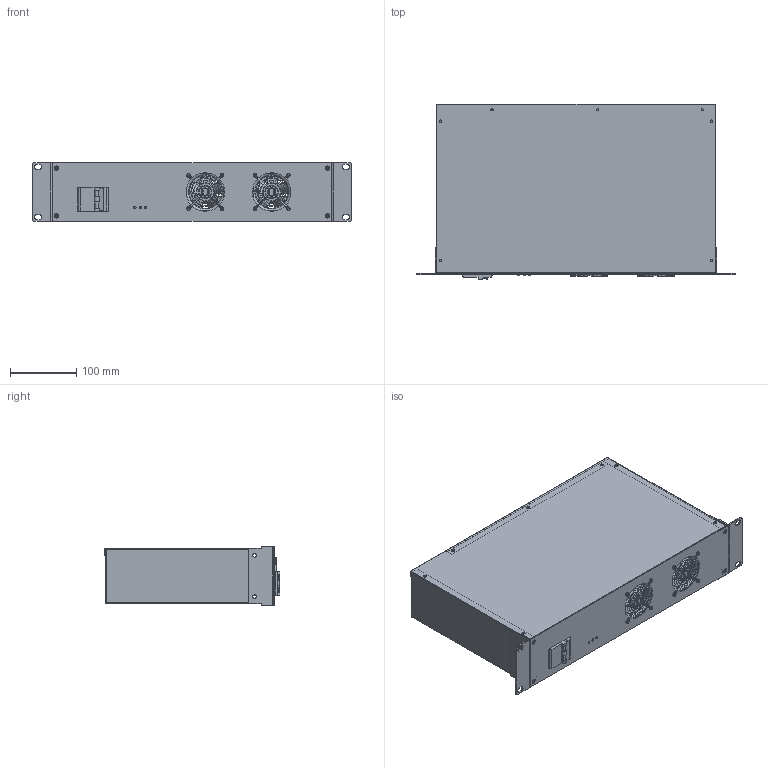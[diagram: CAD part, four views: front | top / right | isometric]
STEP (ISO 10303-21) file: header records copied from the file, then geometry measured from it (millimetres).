
FILE_DESCRIPTION(/* description */ (''),/* implementation_level */ '2;1');
FILE_NAME(/* name */ 'ИПС-2U (общий 3D для stp) v1.6.stp',/* time_stamp */ '2021-01-20T14:35:36+07:00',/* author */ ('SPA'),/* organization */ (''),/* preprocessor_version */ 'ST-DEVELOPER v17',/* originating_system */ 'Autodesk Inventor 2019',/* authorisation */ '');
FILE_SCHEMA (('AUTOMOTIVE_DESIGN { 1 0 10303 214 3 1 1 }'));
Length unit declared in the file: millimetre
Products named in the file (40): ИПС-2U (общий 
3D для stp) v1.6; ИПС-2U (общий 
3D для stp) v1.61; ИПС-2U (общий 
3D для stp) v1.62; ИПС-2U (общий 
3D для stp) v1.63; ИПС-2U (общий 
3D для stp) v1.64; ИПС-2U (общий 
3D для stp) v1.65; ИПС-2U (общий 
3D для stp) v1.66; ИПС-2U (общий 
3D для stp) v1.67; ИПС-2U (общий 
3D для stp) v1.68; ИПС-2U (общий 
3D для stp) v1.69; ИПС-2U (общий 
3D для stp) v1.610; ИПС-2U (общий 
3D для stp) v1.611; ИПС-2U (общий 
3D для stp) v1.612; ИПС-2U (общий 
3D для stp) v1.613; ИПС-2U (общий 
3D для stp) v1.614; ИПС-2U (общий 
3D для stp) v1.615; ИПС-2U (общий 
3D для stp) v1.616; ИПС-2U (общий 
3D для stp) v1.617; ИПС-2U (общий 
3D для stp) v1.618; ИПС-2U (общий 
3D для stp) v1.619; ИПС-2U (общий 
3D для stp) v1.620; ИПС-2U (общий 
3D для stp) v1.621; ИПС-2U (общий 
3D для stp) v1.622; ИПС-2U (общий 
3D для stp) v1.623; ИПС-2U (общий 
3D для stp) v1.624; ИПС-2U (общий 
3D для stp) v1.625; ИПС-2U (общий 
3D для stp) v1.626; ИПС-2U (общий 
3D для stp) v1.627; ИПС-2U (общий 
3D для stp) v1.628; ИПС-2U (общий 
3D для stp) v1.629; ИПС-2U (общий 
3D для stp) v1.630; ИПС-2U (общий 
3D для stp) v1.631; ИПС-2U (общий 
3D для stp) v1.632; ИПС-2U (общий 
3D для stp) v1.633; ИПС-2U (общий 
3D для stp) v1.634; ИПС-2U (общий 
3D для stp) v1.635; ИПС-2U (общий 
3D для stp) v1.636; ИПС-2U (общий 
3D для stp) v1.637; ИПС-2U (общий 
3D для stp) v1.638; ИПС-2U (общий 
3D для stp) v1.639
Assembly tree (39 placements, depth 2):
  ИПС-2U (общий 
3D для stp) v1.6
    ИПС-2U (общий 
3D для stp) v1.61
    ИПС-2U (общий 
3D для stp) v1.62
    ИПС-2U (общий 
3D для stp) v1.63
    ИПС-2U (общий 
3D для stp) v1.64
    ИПС-2U (общий 
3D для stp) v1.65
    ИПС-2U (общий 
3D для stp) v1.66
    ИПС-2U (общий 
3D для stp) v1.67
    ИПС-2U (общий 
3D для stp) v1.68
    ИПС-2U (общий 
3D для stp) v1.69
    ИПС-2U (общий 
3D для stp) v1.610
    ИПС-2U (общий 
3D для stp) v1.611
    ИПС-2U (общий 
3D для stp) v1.612
    ИПС-2U (общий 
3D для stp) v1.613
    ИПС-2U (общий 
3D для stp) v1.614
    ИПС-2U (общий 
3D для stp) v1.615
    ИПС-2U (общий 
3D для stp) v1.616
    ИПС-2U (общий 
3D для stp) v1.617
    ИПС-2U (общий 
3D для stp) v1.618
    ИПС-2U (общий 
3D для stp) v1.619
    ИПС-2U (общий 
3D для stp) v1.620
    ИПС-2U (общий 
3D для stp) v1.621
    ИПС-2U (общий 
3D для stp) v1.622
    ИПС-2U (общий 
3D для stp) v1.623
    ИПС-2U (общий 
3D для stp) v1.624
    ИПС-2U (общий 
3D для stp) v1.625
    ИПС-2U (общий 
3D для stp) v1.626
    ИПС-2U (общий 
3D для stp) v1.627
    ИПС-2U (общий 
3D для stp) v1.628
    ИПС-2U (общий 
3D для stp) v1.629
    ИПС-2U (общий 
3D для stp) v1.630
    ИПС-2U (общий 
3D для stp) v1.631
    ИПС-2U (общий 
3D для stp) v1.632
    ИПС-2U (общий 
3D для stp) v1.633
    ИПС-2U (общий 
3D для stp) v1.634
    ИПС-2U (общий 
3D для stp) v1.635
    ИПС-2U (общий 
3D для stp) v1.636
    ИПС-2U (общий 
3D для stp) v1.637
    ИПС-2U (общий 
3D для stp) v1.638
    ИПС-2U (общий 
3D для stp) v1.639
Bounding box: 480.28 x 264.65 x 88 mm (x, y, z)
Volume: 573478.4 mm3; surface area: 733702.5 mm2
Topology: 53 solids, 53 shells, 836 faces, 2317 edges, 1566 vertices
Faces by surface type: plane 483, cylinder 272, torus 70, cone 8, sphere 3
Full cylindrical faces by diameter (mm): 0.956 x16, 3.5 x18, 4 x3, 4.111 x8, 5 x13, 5.4 x4, 5.6 x8, 6 x4, 7 x4, 50.19 x2
Entity records: 30232 total; most frequent: CARTESIAN_POINT 6063, DIRECTION 4884, ORIENTED_EDGE 4628, EDGE_CURVE 2314, AXIS2_PLACEMENT_3D 1777, VERTEX_POINT 1566, LINE 1330, VECTOR 1330
